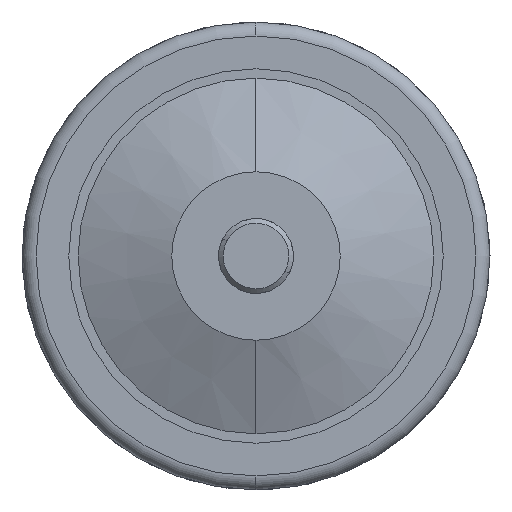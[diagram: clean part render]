
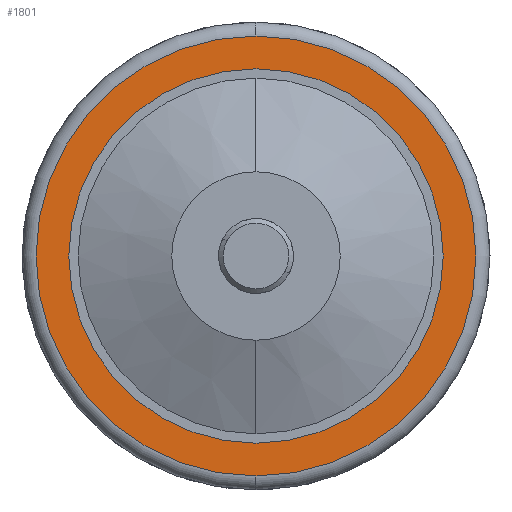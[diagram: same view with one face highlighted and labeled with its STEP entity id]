
A CAD part, left-side view. The second image highlights one B-rep face of the part: STEP entity #1801.
In plain terms, the highlighted planar face has unit normal (-1, 0, 0).
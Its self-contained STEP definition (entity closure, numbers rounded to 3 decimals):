
#99 = AXIS2_PLACEMENT_3D ( 'NONE', #3567, #7138, #8811 ) ;
#229 = CARTESIAN_POINT ( 'NONE',  ( -6., 0., 0. ) ) ;
#435 = AXIS2_PLACEMENT_3D ( 'NONE', #4119, #10197, #5008 ) ;
#1105 = DIRECTION ( 'NONE',  ( 0., 0., 1. ) ) ;
#1304 = VERTEX_POINT ( 'NONE', #7153 ) ;
#1468 = EDGE_CURVE ( 'NONE', #11290, #7070, #8029, .T. ) ;
#1801 = ADVANCED_FACE ( 'NONE', ( #4632, #7199 ), #4302, .F. ) ;
#2026 = EDGE_LOOP ( 'NONE', ( #3116, #2865 ) ) ;
#2865 = ORIENTED_EDGE ( 'NONE', *, *, #5822, .T. ) ;
#3116 = ORIENTED_EDGE ( 'NONE', *, *, #7389, .T. ) ;
#3567 = CARTESIAN_POINT ( 'NONE',  ( -6., 25., 0. ) ) ;
#3580 = CARTESIAN_POINT ( 'NONE',  ( -6., 0., -20. ) ) ;
#4119 = CARTESIAN_POINT ( 'NONE',  ( -6., 0., 0. ) ) ;
#4302 = PLANE ( 'NONE',  #99 ) ;
#4632 = FACE_OUTER_BOUND ( 'NONE', #2026, .T. ) ;
#5008 = DIRECTION ( 'NONE',  ( 0., 0., -1. ) ) ;
#5267 = CARTESIAN_POINT ( 'NONE',  ( -6., 0., 20. ) ) ;
#5289 = AXIS2_PLACEMENT_3D ( 'NONE', #8117, #8310, #10092 ) ;
#5396 = DIRECTION ( 'NONE',  ( -1., 0., 0. ) ) ;
#5399 = EDGE_CURVE ( 'NONE', #7070, #11290, #8298, .T. ) ;
#5587 = CARTESIAN_POINT ( 'NONE',  ( -6., 0., 23.5 ) ) ;
#5666 = AXIS2_PLACEMENT_3D ( 'NONE', #5774, #7414, #6602 ) ;
#5774 = CARTESIAN_POINT ( 'NONE',  ( -6., 0., 0. ) ) ;
#5822 = EDGE_CURVE ( 'NONE', #9697, #1304, #8142, .T. ) ;
#6286 = ORIENTED_EDGE ( 'NONE', *, *, #5399, .F. ) ;
#6602 = DIRECTION ( 'NONE',  ( 0., 0., 1. ) ) ;
#7070 = VERTEX_POINT ( 'NONE', #5267 ) ;
#7138 = DIRECTION ( 'NONE',  ( 1., 0., 0. ) ) ;
#7153 = CARTESIAN_POINT ( 'NONE',  ( -6., 0., -23.5 ) ) ;
#7199 = FACE_BOUND ( 'NONE', #7345, .T. ) ;
#7278 = CIRCLE ( 'NONE', #5289, 23.5 ) ;
#7345 = EDGE_LOOP ( 'NONE', ( #6286, #10291 ) ) ;
#7351 = AXIS2_PLACEMENT_3D ( 'NONE', #229, #5396, #1105 ) ;
#7389 = EDGE_CURVE ( 'NONE', #1304, #9697, #7278, .T. ) ;
#7414 = DIRECTION ( 'NONE',  ( -1., 0., 0. ) ) ;
#8029 = CIRCLE ( 'NONE', #5666, 20. ) ;
#8117 = CARTESIAN_POINT ( 'NONE',  ( -6., 0., 0. ) ) ;
#8142 = CIRCLE ( 'NONE', #435, 23.5 ) ;
#8298 = CIRCLE ( 'NONE', #7351, 20. ) ;
#8310 = DIRECTION ( 'NONE',  ( -1., 0., 0. ) ) ;
#8811 = DIRECTION ( 'NONE',  ( 0., 0., -1. ) ) ;
#9697 = VERTEX_POINT ( 'NONE', #5587 ) ;
#10092 = DIRECTION ( 'NONE',  ( 0., 0., -1. ) ) ;
#10197 = DIRECTION ( 'NONE',  ( -1., 0., 0. ) ) ;
#10291 = ORIENTED_EDGE ( 'NONE', *, *, #1468, .F. ) ;
#11290 = VERTEX_POINT ( 'NONE', #3580 ) ;
